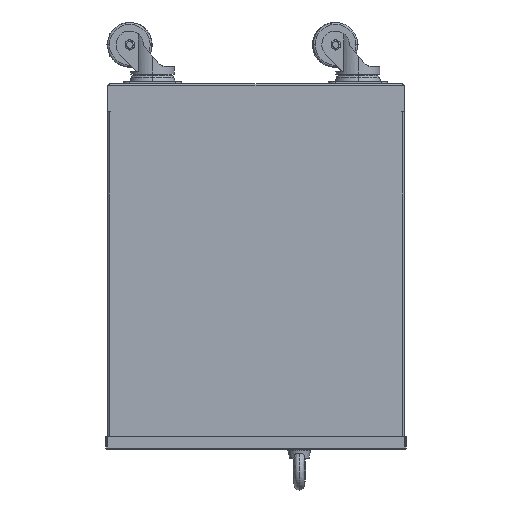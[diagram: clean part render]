
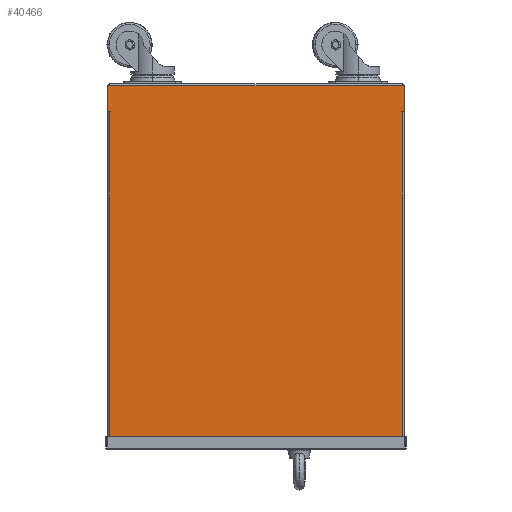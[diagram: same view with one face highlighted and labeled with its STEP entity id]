
A CAD part, front view. The second image highlights one B-rep face of the part: STEP entity #40466.
In plain terms, the highlighted planar face has unit normal (0, -1, 0).
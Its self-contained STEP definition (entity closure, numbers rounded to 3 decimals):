
#542 = LINE ( 'NONE', #28917, #9709 ) ;
#910 = EDGE_CURVE ( 'NONE', #30768, #6290, #39913, .T. ) ;
#1080 = CARTESIAN_POINT ( 'NONE',  ( -80.934, -129.784, 570.25 ) ) ;
#1720 = ORIENTED_EDGE ( 'NONE', *, *, #3873, .T. ) ;
#3002 = VERTEX_POINT ( 'NONE', #4002 ) ;
#3327 = LINE ( 'NONE', #46311, #24443 ) ;
#3515 = CARTESIAN_POINT ( 'NONE',  ( -240.684, -129.784, 569.5 ) ) ;
#3575 = EDGE_CURVE ( 'NONE', #44695, #12923, #27099, .T. ) ;
#3873 = EDGE_CURVE ( 'NONE', #33226, #5952, #29571, .T. ) ;
#4002 = CARTESIAN_POINT ( 'NONE',  ( -80.934, -129.784, 569.5 ) ) ;
#4549 = ORIENTED_EDGE ( 'NONE', *, *, #3575, .T. ) ;
#4640 = CARTESIAN_POINT ( 'NONE',  ( -403.184, -129.784, 598. ) ) ;
#4827 = VERTEX_POINT ( 'NONE', #17295 ) ;
#5463 = AXIS2_PLACEMENT_3D ( 'NONE', #48663, #12207, #43054 ) ;
#5750 = DIRECTION ( 'NONE',  ( -1., 0., 0. ) ) ;
#5952 = VERTEX_POINT ( 'NONE', #22101 ) ;
#6290 = VERTEX_POINT ( 'NONE', #38442 ) ;
#6348 = DIRECTION ( 'NONE',  ( 0., 0., 1. ) ) ;
#6698 = VERTEX_POINT ( 'NONE', #1080 ) ;
#7447 = ORIENTED_EDGE ( 'NONE', *, *, #17810, .T. ) ;
#9632 = CARTESIAN_POINT ( 'NONE',  ( -80.184, -129.784, 202. ) ) ;
#9709 = VECTOR ( 'NONE', #44587, 1000. ) ;
#9979 = CARTESIAN_POINT ( 'NONE',  ( -401.184, -129.784, 569.5 ) ) ;
#9999 = VERTEX_POINT ( 'NONE', #36707 ) ;
#10982 = CARTESIAN_POINT ( 'NONE',  ( -403.184, -129.784, 598.5 ) ) ;
#11085 = DIRECTION ( 'NONE',  ( -1., 0., 0. ) ) ;
#12119 = LINE ( 'NONE', #48381, #31448 ) ;
#12207 = DIRECTION ( 'NONE',  ( 0., -1., 0. ) ) ;
#12739 = VERTEX_POINT ( 'NONE', #37643 ) ;
#12923 = VERTEX_POINT ( 'NONE', #4640 ) ;
#13708 = EDGE_CURVE ( 'NONE', #4827, #44695, #542, .T. ) ;
#14786 = DIRECTION ( 'NONE',  ( 1., 0., 0. ) ) ;
#15001 = LINE ( 'NONE', #19122, #48336 ) ;
#15091 = FACE_OUTER_BOUND ( 'NONE', #47397, .T. ) ;
#16350 = DIRECTION ( 'NONE',  ( 0., 0., 1. ) ) ;
#16475 = VECTOR ( 'NONE', #16350, 1000. ) ;
#16974 = DIRECTION ( 'NONE',  ( 1., 0., 0. ) ) ;
#17136 = EDGE_CURVE ( 'NONE', #17720, #12923, #50402, .T. ) ;
#17295 = CARTESIAN_POINT ( 'NONE',  ( -80.184, -129.784, 598. ) ) ;
#17720 = VERTEX_POINT ( 'NONE', #46517 ) ;
#17810 = EDGE_CURVE ( 'NONE', #33237, #33226, #38756, .T. ) ;
#18491 = ORIENTED_EDGE ( 'NONE', *, *, #44269, .T. ) ;
#18668 = VECTOR ( 'NONE', #14786, 1000. ) ;
#19122 = CARTESIAN_POINT ( 'NONE',  ( -240.684, -129.784, 569.5 ) ) ;
#19124 = VECTOR ( 'NONE', #6348, 1000. ) ;
#19371 = CARTESIAN_POINT ( 'NONE',  ( -240.684, -129.784, 598. ) ) ;
#19420 = CARTESIAN_POINT ( 'NONE',  ( -240.684, -129.784, 570.25 ) ) ;
#19897 = VECTOR ( 'NONE', #25737, 1000. ) ;
#21686 = CARTESIAN_POINT ( 'NONE',  ( -401.184, -129.784, 569.5 ) ) ;
#22101 = CARTESIAN_POINT ( 'NONE',  ( -401.184, -129.784, 202. ) ) ;
#22239 = VECTOR ( 'NONE', #38637, 1000. ) ;
#23307 = VECTOR ( 'NONE', #39655, 1000. ) ;
#23352 = DIRECTION ( 'NONE',  ( 0., 0., 1. ) ) ;
#23489 = CARTESIAN_POINT ( 'NONE',  ( -240.684, -129.784, 598. ) ) ;
#23775 = CARTESIAN_POINT ( 'NONE',  ( -78.184, -129.784, 200. ) ) ;
#23888 = EDGE_CURVE ( 'NONE', #27766, #12739, #27636, .T. ) ;
#24443 = VECTOR ( 'NONE', #31364, 1000. ) ;
#24851 = EDGE_CURVE ( 'NONE', #3002, #6698, #41617, .T. ) ;
#25737 = DIRECTION ( 'NONE',  ( 0., 0., -1. ) ) ;
#27099 = LINE ( 'NONE', #23489, #22239 ) ;
#27439 = ORIENTED_EDGE ( 'NONE', *, *, #36640, .T. ) ;
#27548 = LINE ( 'NONE', #19371, #30476 ) ;
#27636 = LINE ( 'NONE', #50838, #16475 ) ;
#27766 = VERTEX_POINT ( 'NONE', #9632 ) ;
#28264 = EDGE_CURVE ( 'NONE', #17720, #9999, #45886, .T. ) ;
#28839 = DIRECTION ( 'NONE',  ( 1., 0., 0. ) ) ;
#28917 = CARTESIAN_POINT ( 'NONE',  ( -240.684, -129.784, 598. ) ) ;
#29257 = ORIENTED_EDGE ( 'NONE', *, *, #31731, .T. ) ;
#29571 = LINE ( 'NONE', #9979, #19897 ) ;
#29828 = EDGE_CURVE ( 'NONE', #12739, #3002, #15001, .T. ) ;
#30324 = CARTESIAN_POINT ( 'NONE',  ( -80.934, -129.784, 600. ) ) ;
#30476 = VECTOR ( 'NONE', #50991, 1000. ) ;
#30606 = ORIENTED_EDGE ( 'NONE', *, *, #13708, .T. ) ;
#30745 = PLANE ( 'NONE',  #5463 ) ;
#30768 = VERTEX_POINT ( 'NONE', #39084 ) ;
#31364 = DIRECTION ( 'NONE',  ( 0., 0., -1. ) ) ;
#31448 = VECTOR ( 'NONE', #28839, 1000. ) ;
#31731 = EDGE_CURVE ( 'NONE', #5952, #27766, #36459, .T. ) ;
#32311 = EDGE_CURVE ( 'NONE', #30768, #4827, #27548, .T. ) ;
#33226 = VERTEX_POINT ( 'NONE', #21686 ) ;
#33237 = VERTEX_POINT ( 'NONE', #44831 ) ;
#35383 = VECTOR ( 'NONE', #23352, 1000. ) ;
#36323 = ORIENTED_EDGE ( 'NONE', *, *, #24851, .T. ) ;
#36459 = LINE ( 'NONE', #44957, #42018 ) ;
#36640 = EDGE_CURVE ( 'NONE', #9999, #33237, #3327, .T. ) ;
#36707 = CARTESIAN_POINT ( 'NONE',  ( -400.434, -129.784, 570.25 ) ) ;
#37127 = VECTOR ( 'NONE', #5750, 1000. ) ;
#37227 = ORIENTED_EDGE ( 'NONE', *, *, #29828, .T. ) ;
#37643 = CARTESIAN_POINT ( 'NONE',  ( -80.184, -129.784, 569.5 ) ) ;
#38355 = ORIENTED_EDGE ( 'NONE', *, *, #910, .F. ) ;
#38442 = CARTESIAN_POINT ( 'NONE',  ( -78.184, -129.784, 570.25 ) ) ;
#38637 = DIRECTION ( 'NONE',  ( -1., 0., 0. ) ) ;
#38756 = LINE ( 'NONE', #3515, #37127 ) ;
#38880 = ORIENTED_EDGE ( 'NONE', *, *, #23888, .T. ) ;
#38974 = CARTESIAN_POINT ( 'NONE',  ( -401.184, -129.784, 598. ) ) ;
#39084 = CARTESIAN_POINT ( 'NONE',  ( -78.184, -129.784, 598. ) ) ;
#39655 = DIRECTION ( 'NONE',  ( 0., 0., -1. ) ) ;
#39913 = LINE ( 'NONE', #23775, #23307 ) ;
#40466 = ADVANCED_FACE ( 'NONE', ( #15091 ), #30745, .T. ) ;
#41617 = LINE ( 'NONE', #30324, #19124 ) ;
#42018 = VECTOR ( 'NONE', #16974, 1000. ) ;
#43054 = DIRECTION ( 'NONE',  ( -1., 0., 0. ) ) ;
#44269 = EDGE_CURVE ( 'NONE', #6698, #6290, #12119, .T. ) ;
#44587 = DIRECTION ( 'NONE',  ( -1., 0., 0. ) ) ;
#44695 = VERTEX_POINT ( 'NONE', #38974 ) ;
#44831 = CARTESIAN_POINT ( 'NONE',  ( -400.434, -129.784, 569.5 ) ) ;
#44957 = CARTESIAN_POINT ( 'NONE',  ( -403.184, -129.784, 202. ) ) ;
#45886 = LINE ( 'NONE', #19420, #18668 ) ;
#46311 = CARTESIAN_POINT ( 'NONE',  ( -400.434, -129.784, 600. ) ) ;
#46517 = CARTESIAN_POINT ( 'NONE',  ( -403.184, -129.784, 570.25 ) ) ;
#47397 = EDGE_LOOP ( 'NONE', ( #29257, #38880, #37227, #36323, #18491, #38355, #50943, #30606, #4549, #49595, #48000, #27439, #7447, #1720 ) ) ;
#48000 = ORIENTED_EDGE ( 'NONE', *, *, #28264, .T. ) ;
#48336 = VECTOR ( 'NONE', #11085, 1000. ) ;
#48381 = CARTESIAN_POINT ( 'NONE',  ( -240.684, -129.784, 570.25 ) ) ;
#48663 = CARTESIAN_POINT ( 'NONE',  ( -240.684, -129.784, 600. ) ) ;
#49595 = ORIENTED_EDGE ( 'NONE', *, *, #17136, .F. ) ;
#50402 = LINE ( 'NONE', #10982, #35383 ) ;
#50838 = CARTESIAN_POINT ( 'NONE',  ( -80.184, -129.784, 202. ) ) ;
#50943 = ORIENTED_EDGE ( 'NONE', *, *, #32311, .T. ) ;
#50991 = DIRECTION ( 'NONE',  ( -1., 0., 0. ) ) ;
